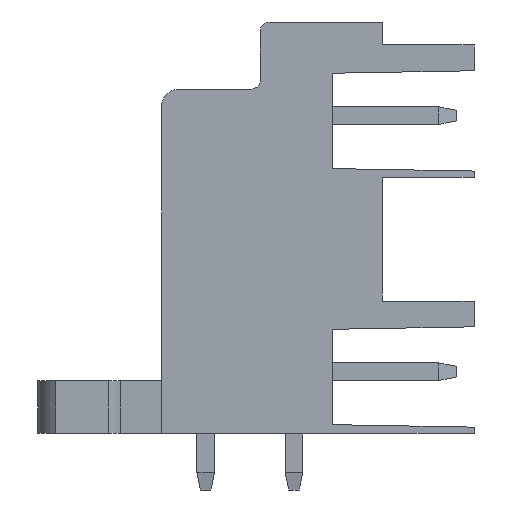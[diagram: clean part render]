
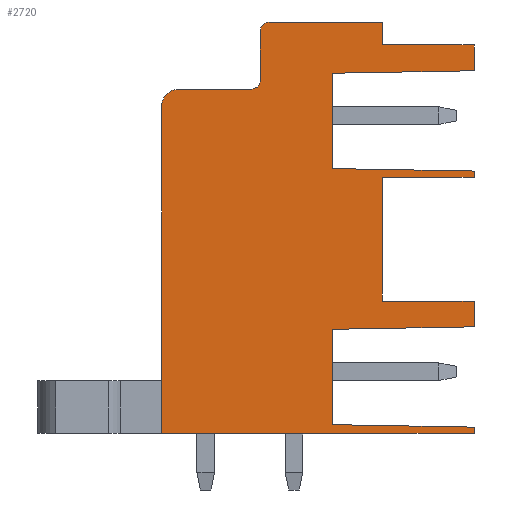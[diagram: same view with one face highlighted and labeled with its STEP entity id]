
A CAD part, left-side view. The second image highlights one B-rep face of the part: STEP entity #2720.
In plain terms, the highlighted planar face has unit normal (-1, 0, 0).
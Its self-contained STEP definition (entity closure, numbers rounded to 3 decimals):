
#1348=AXIS2_PLACEMENT_3D('Circle Axis2P3D',#1346,#1347,$) ;
#1410=AXIS2_PLACEMENT_3D('Circle Axis2P3D',#1408,#1409,$) ;
#1472=AXIS2_PLACEMENT_3D('Circle Axis2P3D',#1470,#1471,$) ;
#2693=AXIS2_PLACEMENT_3D('Plane Axis2P3D',#2690,#2691,#2692) ;
#49=CARTESIAN_POINT('Vertex',(0.,0.,3.56)) ;
#52=CARTESIAN_POINT('Line Origine',(0.,0.,3.38)) ;
#56=CARTESIAN_POINT('Vertex',(0.,0.,3.2)) ;
#87=CARTESIAN_POINT('Vertex',(0.,8.,3.7)) ;
#90=CARTESIAN_POINT('Line Origine',(0.,4.,3.63)) ;
#118=CARTESIAN_POINT('Vertex',(0.,8.,9.1)) ;
#121=CARTESIAN_POINT('Line Origine',(0.,8.,6.4)) ;
#557=CARTESIAN_POINT('Vertex',(0.,0.,9.24)) ;
#560=CARTESIAN_POINT('Line Origine',(0.,4.,9.17)) ;
#583=CARTESIAN_POINT('Vertex',(0.,0.,10.7)) ;
#586=CARTESIAN_POINT('Line Origine',(0.,0.,9.97)) ;
#614=CARTESIAN_POINT('Vertex',(0.,5.2,10.7)) ;
#617=CARTESIAN_POINT('Line Origine',(0.,2.6,10.7)) ;
#645=CARTESIAN_POINT('Vertex',(0.,5.2,17.7)) ;
#648=CARTESIAN_POINT('Line Origine',(0.,5.2,14.2)) ;
#676=CARTESIAN_POINT('Vertex',(0.,0.,17.7)) ;
#679=CARTESIAN_POINT('Line Origine',(0.,2.6,17.7)) ;
#702=CARTESIAN_POINT('Vertex',(0.,0.,18.06)) ;
#705=CARTESIAN_POINT('Line Origine',(0.,0.,17.88)) ;
#733=CARTESIAN_POINT('Vertex',(0.,8.,18.2)) ;
#736=CARTESIAN_POINT('Line Origine',(0.,4.,18.13)) ;
#759=CARTESIAN_POINT('Vertex',(0.,8.,23.6)) ;
#762=CARTESIAN_POINT('Line Origine',(0.,8.,20.9)) ;
#1198=CARTESIAN_POINT('Vertex',(0.,0.,23.74)) ;
#1201=CARTESIAN_POINT('Line Origine',(0.,4.,23.67)) ;
#1224=CARTESIAN_POINT('Vertex',(0.,0.,25.2)) ;
#1227=CARTESIAN_POINT('Line Origine',(0.,0.,24.47)) ;
#1255=CARTESIAN_POINT('Vertex',(0.,5.2,25.2)) ;
#1258=CARTESIAN_POINT('Line Origine',(0.,2.6,25.2)) ;
#1281=CARTESIAN_POINT('Vertex',(0.,5.2,26.5)) ;
#1284=CARTESIAN_POINT('Line Origine',(0.,5.2,25.85)) ;
#1312=CARTESIAN_POINT('Vertex',(0.,11.6,26.5)) ;
#1315=CARTESIAN_POINT('Line Origine',(0.,8.4,26.5)) ;
#1343=CARTESIAN_POINT('Vertex',(0.,12.1,26.)) ;
#1346=CARTESIAN_POINT('Axis2P3D Location',(0.,11.6,26.)) ;
#1374=CARTESIAN_POINT('Vertex',(0.,12.1,23.2)) ;
#1377=CARTESIAN_POINT('Line Origine',(0.,12.1,24.6)) ;
#1405=CARTESIAN_POINT('Vertex',(0.,12.6,22.7)) ;
#1408=CARTESIAN_POINT('Axis2P3D Location',(0.,12.6,23.2)) ;
#1436=CARTESIAN_POINT('Vertex',(0.,16.7,22.7)) ;
#1439=CARTESIAN_POINT('Line Origine',(0.,14.65,22.7)) ;
#1467=CARTESIAN_POINT('Vertex',(0.,17.7,21.7)) ;
#1470=CARTESIAN_POINT('Axis2P3D Location',(0.,16.7,21.7)) ;
#1549=CARTESIAN_POINT('Vertex',(0.,17.7,3.2)) ;
#1552=CARTESIAN_POINT('Line Origine',(0.,17.7,12.45)) ;
#1619=CARTESIAN_POINT('Line Origine',(0.,8.85,3.2)) ;
#2690=CARTESIAN_POINT('Axis2P3D Location',(0.,0.,0.)) ;
#53=DIRECTION('Vector Direction',(0.,0.,-1.)) ;
#91=DIRECTION('Vector Direction',(0.,-1.,-0.017)) ;
#122=DIRECTION('Vector Direction',(0.,0.,-1.)) ;
#561=DIRECTION('Vector Direction',(0.,1.,-0.017)) ;
#587=DIRECTION('Vector Direction',(0.,0.,-1.)) ;
#618=DIRECTION('Vector Direction',(0.,-1.,0.)) ;
#649=DIRECTION('Vector Direction',(0.,0.,-1.)) ;
#680=DIRECTION('Vector Direction',(0.,1.,0.)) ;
#706=DIRECTION('Vector Direction',(0.,0.,-1.)) ;
#737=DIRECTION('Vector Direction',(0.,-1.,-0.017)) ;
#763=DIRECTION('Vector Direction',(0.,0.,-1.)) ;
#1202=DIRECTION('Vector Direction',(0.,1.,-0.017)) ;
#1228=DIRECTION('Vector Direction',(0.,0.,-1.)) ;
#1259=DIRECTION('Vector Direction',(0.,-1.,0.)) ;
#1285=DIRECTION('Vector Direction',(0.,0.,-1.)) ;
#1316=DIRECTION('Vector Direction',(0.,-1.,0.)) ;
#1347=DIRECTION('Axis2P3D Direction',(-1.,0.,0.)) ;
#1378=DIRECTION('Vector Direction',(0.,0.,1.)) ;
#1409=DIRECTION('Axis2P3D Direction',(-1.,0.,0.)) ;
#1440=DIRECTION('Vector Direction',(0.,-1.,0.)) ;
#1471=DIRECTION('Axis2P3D Direction',(-1.,0.,0.)) ;
#1553=DIRECTION('Vector Direction',(0.,0.,1.)) ;
#1620=DIRECTION('Vector Direction',(0.,1.,0.)) ;
#2691=DIRECTION('Axis2P3D Direction',(-1.,0.,0.)) ;
#2692=DIRECTION('Axis2P3D XDirection',(0.,-1.,0.)) ;
#54=VECTOR('Line Direction',#53,1.) ;
#92=VECTOR('Line Direction',#91,1.) ;
#123=VECTOR('Line Direction',#122,1.) ;
#562=VECTOR('Line Direction',#561,1.) ;
#588=VECTOR('Line Direction',#587,1.) ;
#619=VECTOR('Line Direction',#618,1.) ;
#650=VECTOR('Line Direction',#649,1.) ;
#681=VECTOR('Line Direction',#680,1.) ;
#707=VECTOR('Line Direction',#706,1.) ;
#738=VECTOR('Line Direction',#737,1.) ;
#764=VECTOR('Line Direction',#763,1.) ;
#1203=VECTOR('Line Direction',#1202,1.) ;
#1229=VECTOR('Line Direction',#1228,1.) ;
#1260=VECTOR('Line Direction',#1259,1.) ;
#1286=VECTOR('Line Direction',#1285,1.) ;
#1317=VECTOR('Line Direction',#1316,1.) ;
#1379=VECTOR('Line Direction',#1378,1.) ;
#1441=VECTOR('Line Direction',#1440,1.) ;
#1554=VECTOR('Line Direction',#1553,1.) ;
#1621=VECTOR('Line Direction',#1620,1.) ;
#2696=ORIENTED_EDGE('',*,*,#58,.T.) ;
#2697=ORIENTED_EDGE('',*,*,#94,.T.) ;
#2698=ORIENTED_EDGE('',*,*,#125,.T.) ;
#2699=ORIENTED_EDGE('',*,*,#564,.T.) ;
#2700=ORIENTED_EDGE('',*,*,#590,.T.) ;
#2701=ORIENTED_EDGE('',*,*,#621,.T.) ;
#2702=ORIENTED_EDGE('',*,*,#652,.T.) ;
#2703=ORIENTED_EDGE('',*,*,#683,.T.) ;
#2704=ORIENTED_EDGE('',*,*,#709,.T.) ;
#2705=ORIENTED_EDGE('',*,*,#740,.T.) ;
#2706=ORIENTED_EDGE('',*,*,#766,.T.) ;
#2707=ORIENTED_EDGE('',*,*,#1205,.T.) ;
#2708=ORIENTED_EDGE('',*,*,#1231,.T.) ;
#2709=ORIENTED_EDGE('',*,*,#1262,.T.) ;
#2710=ORIENTED_EDGE('',*,*,#1288,.T.) ;
#2711=ORIENTED_EDGE('',*,*,#1319,.T.) ;
#2712=ORIENTED_EDGE('',*,*,#1350,.T.) ;
#2713=ORIENTED_EDGE('',*,*,#1381,.T.) ;
#2714=ORIENTED_EDGE('',*,*,#1412,.T.) ;
#2715=ORIENTED_EDGE('',*,*,#1443,.T.) ;
#2716=ORIENTED_EDGE('',*,*,#1474,.T.) ;
#2717=ORIENTED_EDGE('',*,*,#1556,.T.) ;
#2718=ORIENTED_EDGE('',*,*,#1623,.T.) ;
#2720=ADVANCED_FACE('Housing',(#2719),#2694,.T.) ;
#1349=CIRCLE('generated circle',#1348,0.5) ;
#1411=CIRCLE('generated circle',#1410,0.5) ;
#1473=CIRCLE('generated circle',#1472,1.) ;
#58=EDGE_CURVE('',#57,#50,#55,.F.) ;
#94=EDGE_CURVE('',#50,#88,#93,.F.) ;
#125=EDGE_CURVE('',#88,#119,#124,.F.) ;
#564=EDGE_CURVE('',#119,#558,#563,.F.) ;
#590=EDGE_CURVE('',#558,#584,#589,.F.) ;
#621=EDGE_CURVE('',#584,#615,#620,.F.) ;
#652=EDGE_CURVE('',#615,#646,#651,.F.) ;
#683=EDGE_CURVE('',#646,#677,#682,.F.) ;
#709=EDGE_CURVE('',#677,#703,#708,.F.) ;
#740=EDGE_CURVE('',#703,#734,#739,.F.) ;
#766=EDGE_CURVE('',#734,#760,#765,.F.) ;
#1205=EDGE_CURVE('',#760,#1199,#1204,.F.) ;
#1231=EDGE_CURVE('',#1199,#1225,#1230,.F.) ;
#1262=EDGE_CURVE('',#1225,#1256,#1261,.F.) ;
#1288=EDGE_CURVE('',#1256,#1282,#1287,.F.) ;
#1319=EDGE_CURVE('',#1282,#1313,#1318,.F.) ;
#1350=EDGE_CURVE('',#1313,#1344,#1349,.T.) ;
#1381=EDGE_CURVE('',#1344,#1375,#1380,.F.) ;
#1412=EDGE_CURVE('',#1375,#1406,#1411,.F.) ;
#1443=EDGE_CURVE('',#1406,#1437,#1442,.F.) ;
#1474=EDGE_CURVE('',#1437,#1468,#1473,.T.) ;
#1556=EDGE_CURVE('',#1468,#1550,#1555,.F.) ;
#1623=EDGE_CURVE('',#1550,#57,#1622,.F.) ;
#2695=EDGE_LOOP('',(#2696,#2697,#2698,#2699,#2700,#2701,#2702,#2703,#2704,#2705,#2706,#2707,#2708,#2709,#2710,#2711,#2712,#2713,#2714,#2715,#2716,#2717,#2718)) ;
#2719=FACE_OUTER_BOUND('',#2695,.T.) ;
#55=LINE('Line',#52,#54) ;
#93=LINE('Line',#90,#92) ;
#124=LINE('Line',#121,#123) ;
#563=LINE('Line',#560,#562) ;
#589=LINE('Line',#586,#588) ;
#620=LINE('Line',#617,#619) ;
#651=LINE('Line',#648,#650) ;
#682=LINE('Line',#679,#681) ;
#708=LINE('Line',#705,#707) ;
#739=LINE('Line',#736,#738) ;
#765=LINE('Line',#762,#764) ;
#1204=LINE('Line',#1201,#1203) ;
#1230=LINE('Line',#1227,#1229) ;
#1261=LINE('Line',#1258,#1260) ;
#1287=LINE('Line',#1284,#1286) ;
#1318=LINE('Line',#1315,#1317) ;
#1380=LINE('Line',#1377,#1379) ;
#1442=LINE('Line',#1439,#1441) ;
#1555=LINE('Line',#1552,#1554) ;
#1622=LINE('Line',#1619,#1621) ;
#2694=PLANE('',#2693) ;
#50=VERTEX_POINT('',#49) ;
#57=VERTEX_POINT('',#56) ;
#88=VERTEX_POINT('',#87) ;
#119=VERTEX_POINT('',#118) ;
#558=VERTEX_POINT('',#557) ;
#584=VERTEX_POINT('',#583) ;
#615=VERTEX_POINT('',#614) ;
#646=VERTEX_POINT('',#645) ;
#677=VERTEX_POINT('',#676) ;
#703=VERTEX_POINT('',#702) ;
#734=VERTEX_POINT('',#733) ;
#760=VERTEX_POINT('',#759) ;
#1199=VERTEX_POINT('',#1198) ;
#1225=VERTEX_POINT('',#1224) ;
#1256=VERTEX_POINT('',#1255) ;
#1282=VERTEX_POINT('',#1281) ;
#1313=VERTEX_POINT('',#1312) ;
#1344=VERTEX_POINT('',#1343) ;
#1375=VERTEX_POINT('',#1374) ;
#1406=VERTEX_POINT('',#1405) ;
#1437=VERTEX_POINT('',#1436) ;
#1468=VERTEX_POINT('',#1467) ;
#1550=VERTEX_POINT('',#1549) ;
